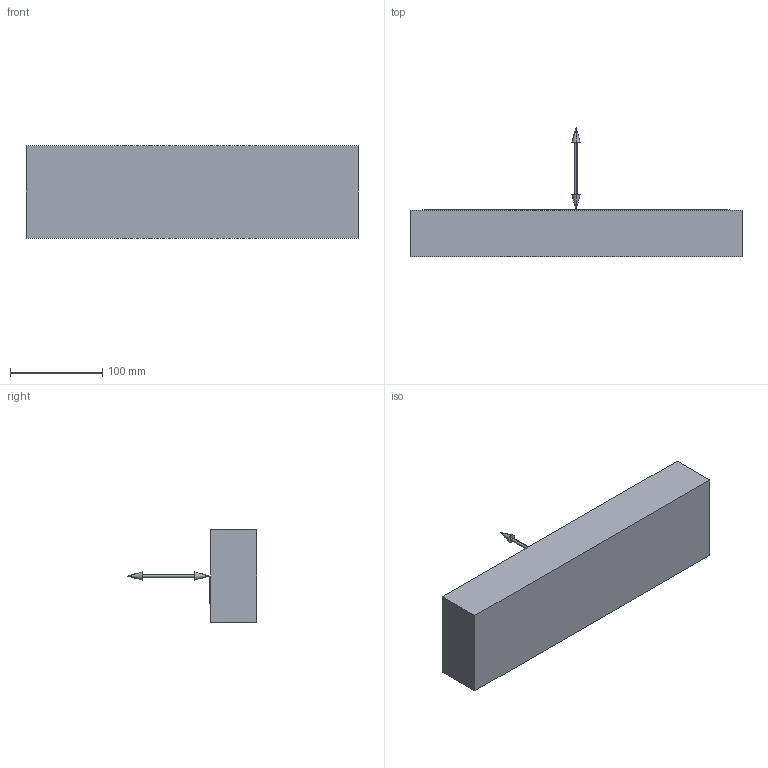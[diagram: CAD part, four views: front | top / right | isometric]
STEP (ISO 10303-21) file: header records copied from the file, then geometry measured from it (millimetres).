
FILE_DESCRIPTION (( 'STEP AP214' ), '1' );
FILE_NAME ('Exemple2.STEP', '2024-03-13T09:26:20', ( '' ), ( '' ), 'SwSTEP 2.0', 'SolidWorks 2023', '' );
FILE_SCHEMA (( 'AUTOMOTIVE_DESIGN' ));
Products named in the file (1): Exemple2
Bounding box: 360 x 140.16 x 100 mm (x, y, z)
Volume: 1896692 mm3; surface area: 196389 mm2
Topology: 3 solids, 3 shells, 3029 faces, 7520 edges, 4427 vertices
Faces by surface type: cylinder 1125, bspline 1084, plane 595, sphere 178, torus 35, cone 12
Entity records: 143354 total; most frequent: CARTESIAN_POINT 86111, ORIENTED_EDGE 14790, EDGE_CURVE 7395, DIRECTION 6793, B_SPLINE_CURVE_WITH_KNOTS 5030, VERTEX_POINT 4372, EDGE_LOOP 3041, ADVANCED_FACE 3027
